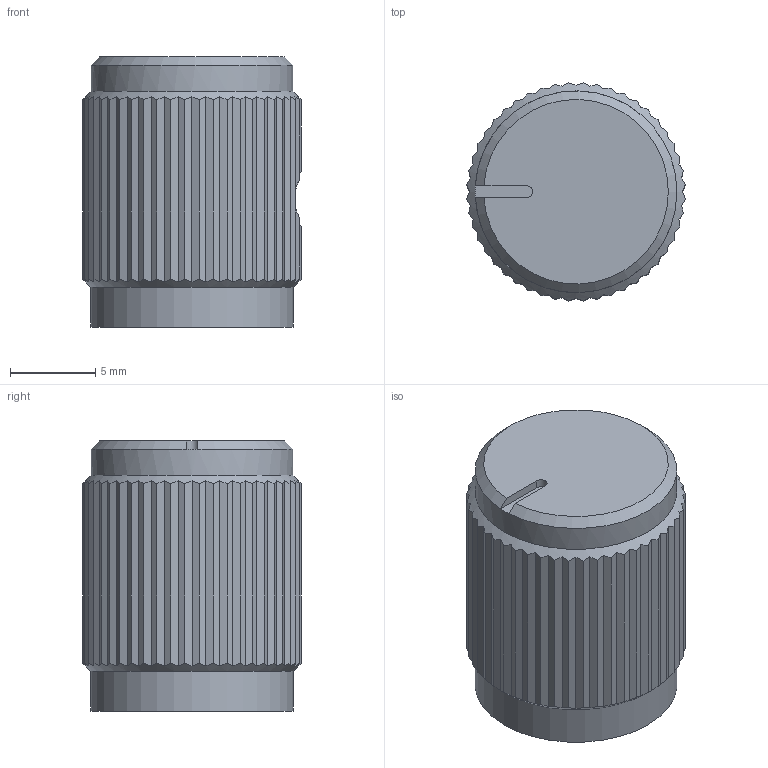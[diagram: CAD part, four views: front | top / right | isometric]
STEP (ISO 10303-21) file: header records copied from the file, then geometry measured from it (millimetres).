
FILE_DESCRIPTION(/* description */ ('Unknown'),/* implementation_level */ '2;1');
FILE_NAME(/* name */ 'ACCKMR1316NLT14',/* time_stamp */ '2024-07-18T08:51:59+02:00',/* author */ ('Unknown'),/* organization */ ('Unknown'),/* preprocessor_version */ 'ST-DEVELOPER v19.4',/* originating_system */ 'Solid Edge',/* authorisation */ 'Unknown');
FILE_SCHEMA (('AUTOMOTIVE_DESIGN {1 0 10303 214 3 1 1}'));
Length unit declared in the file: millimetre
Products named in the file (1): ACCKMR1316NLT14
Bounding box: 12.77 x 12.77 x 15.8 mm (x, y, z)
Volume: 1277.9 mm3; surface area: 1192.7 mm2
Topology: 1 solids, 1 shells, 120 faces, 346 edges, 228 vertices
Faces by surface type: plane 110, cylinder 6, cone 4
Full cylindrical faces by diameter (mm): 3.3 x1, 6.35 x1, 9.5 x1, 11.8 x1, 11.85 x1
Entity records: 4893 total; most frequent: CARTESIAN_POINT 1276, ORIENTED_EDGE 672, DIRECTION 413, EDGE_CURVE 336, VERTEX_POINT 227, B_SPLINE_CURVE_WITH_KNOTS 195, AXIS2_PLACEMENT_3D 151, FACE_BOUND 131
